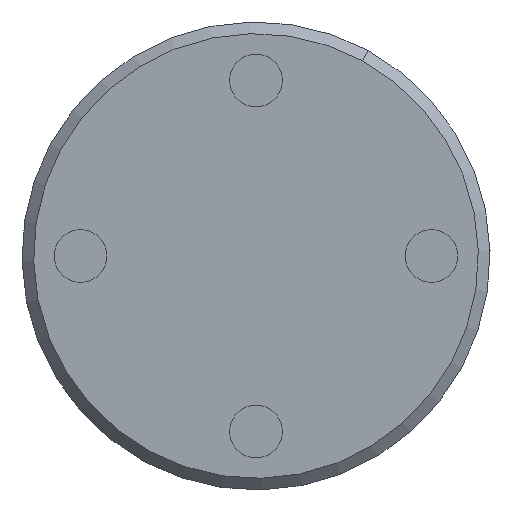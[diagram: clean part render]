
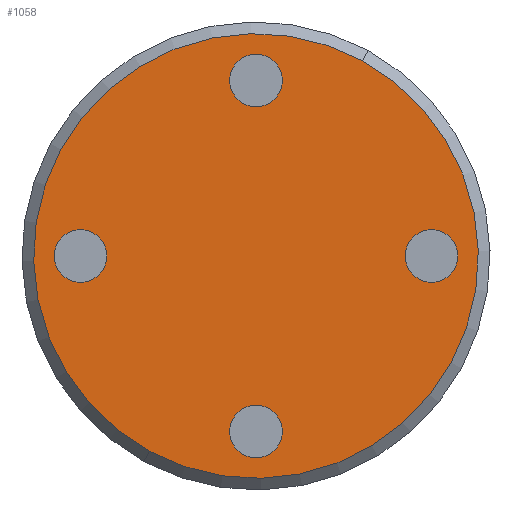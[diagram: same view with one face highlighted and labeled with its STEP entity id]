
A CAD part, left-side view. The second image highlights one B-rep face of the part: STEP entity #1058.
In plain terms, the highlighted planar face has unit normal (-1, 0, 0).
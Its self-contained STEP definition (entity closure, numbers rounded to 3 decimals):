
#60=CARTESIAN_POINT('Vertex',(0.,-4.5,30.)) ;
#65=CARTESIAN_POINT('Axis2P3D Location',(0.,0.,30.)) ;
#69=CARTESIAN_POINT('Vertex',(0.,4.5,30.)) ;
#244=CARTESIAN_POINT('Axis2P3D Location',(0.,0.,30.)) ;
#861=CARTESIAN_POINT('Vertex',(0.,-30.,-4.5)) ;
#864=CARTESIAN_POINT('Axis2P3D Location',(0.,-30.,0.)) ;
#868=CARTESIAN_POINT('Vertex',(0.,-30.,4.5)) ;
#883=CARTESIAN_POINT('Axis2P3D Location',(0.,-30.,0.)) ;
#904=CARTESIAN_POINT('Vertex',(0.,4.5,-30.)) ;
#907=CARTESIAN_POINT('Axis2P3D Location',(0.,0.,-30.)) ;
#911=CARTESIAN_POINT('Vertex',(0.,-4.5,-30.)) ;
#926=CARTESIAN_POINT('Axis2P3D Location',(0.,0.,-30.)) ;
#947=CARTESIAN_POINT('Vertex',(0.,30.,4.5)) ;
#950=CARTESIAN_POINT('Axis2P3D Location',(0.,30.,0.)) ;
#954=CARTESIAN_POINT('Vertex',(0.,30.,-4.5)) ;
#969=CARTESIAN_POINT('Axis2P3D Location',(0.,30.,0.)) ;
#1019=CARTESIAN_POINT('Axis2P3D Location',(0.,0.,0.)) ;
#1024=CARTESIAN_POINT('Axis2P3D Location',(0.,0.,0.)) ;
#1028=CARTESIAN_POINT('Vertex',(0.,-18.218,33.348)) ;
#1030=CARTESIAN_POINT('Vertex',(0.,18.218,-33.348)) ;
#1033=CARTESIAN_POINT('Axis2P3D Location',(0.,0.,0.)) ;
#66=DIRECTION('Axis2P3D Direction',(-1.,0.,-0.)) ;
#245=DIRECTION('Axis2P3D Direction',(-1.,0.,-0.)) ;
#865=DIRECTION('Axis2P3D Direction',(-1.,0.,0.)) ;
#884=DIRECTION('Axis2P3D Direction',(-1.,0.,0.)) ;
#908=DIRECTION('Axis2P3D Direction',(-1.,0.,0.)) ;
#927=DIRECTION('Axis2P3D Direction',(-1.,0.,0.)) ;
#951=DIRECTION('Axis2P3D Direction',(-1.,-0.,0.)) ;
#970=DIRECTION('Axis2P3D Direction',(-1.,-0.,0.)) ;
#1020=DIRECTION('Axis2P3D Direction',(1.,0.,0.)) ;
#1021=DIRECTION('Axis2P3D XDirection',(0.,1.,0.)) ;
#1025=DIRECTION('Axis2P3D Direction',(1.,0.,0.)) ;
#1034=DIRECTION('Axis2P3D Direction',(1.,0.,0.)) ;
#67=AXIS2_PLACEMENT_3D('Circle Axis2P3D',#65,#66,$) ;
#246=AXIS2_PLACEMENT_3D('Circle Axis2P3D',#244,#245,$) ;
#866=AXIS2_PLACEMENT_3D('Circle Axis2P3D',#864,#865,$) ;
#885=AXIS2_PLACEMENT_3D('Circle Axis2P3D',#883,#884,$) ;
#909=AXIS2_PLACEMENT_3D('Circle Axis2P3D',#907,#908,$) ;
#928=AXIS2_PLACEMENT_3D('Circle Axis2P3D',#926,#927,$) ;
#952=AXIS2_PLACEMENT_3D('Circle Axis2P3D',#950,#951,$) ;
#971=AXIS2_PLACEMENT_3D('Circle Axis2P3D',#969,#970,$) ;
#1022=AXIS2_PLACEMENT_3D('Plane Axis2P3D',#1019,#1020,#1021) ;
#1026=AXIS2_PLACEMENT_3D('Circle Axis2P3D',#1024,#1025,$) ;
#1035=AXIS2_PLACEMENT_3D('Circle Axis2P3D',#1033,#1034,$) ;
#1039=ORIENTED_EDGE('',*,*,#1032,.F.) ;
#1040=ORIENTED_EDGE('',*,*,#1037,.F.) ;
#1043=ORIENTED_EDGE('',*,*,#71,.T.) ;
#1044=ORIENTED_EDGE('',*,*,#248,.T.) ;
#1047=ORIENTED_EDGE('',*,*,#887,.T.) ;
#1048=ORIENTED_EDGE('',*,*,#870,.T.) ;
#1051=ORIENTED_EDGE('',*,*,#930,.T.) ;
#1052=ORIENTED_EDGE('',*,*,#913,.T.) ;
#1055=ORIENTED_EDGE('',*,*,#973,.T.) ;
#1056=ORIENTED_EDGE('',*,*,#956,.T.) ;
#1045=FACE_BOUND('',#1042,.T.) ;
#1049=FACE_BOUND('',#1046,.T.) ;
#1053=FACE_BOUND('',#1050,.T.) ;
#1057=FACE_BOUND('',#1054,.T.) ;
#1058=ADVANCED_FACE('PartBody',(#1041,#1045,#1049,#1053,#1057),#1023,.F.) ;
#68=CIRCLE('generated circle',#67,4.5) ;
#247=CIRCLE('generated circle',#246,4.5) ;
#867=CIRCLE('generated circle',#866,4.5) ;
#886=CIRCLE('generated circle',#885,4.5) ;
#910=CIRCLE('generated circle',#909,4.5) ;
#929=CIRCLE('generated circle',#928,4.5) ;
#953=CIRCLE('generated circle',#952,4.5) ;
#972=CIRCLE('generated circle',#971,4.5) ;
#1027=CIRCLE('generated circle',#1026,38.) ;
#1036=CIRCLE('generated circle',#1035,38.) ;
#71=EDGE_CURVE('',#70,#61,#68,.F.) ;
#248=EDGE_CURVE('',#61,#70,#247,.F.) ;
#870=EDGE_CURVE('',#869,#862,#867,.F.) ;
#887=EDGE_CURVE('',#862,#869,#886,.F.) ;
#913=EDGE_CURVE('',#912,#905,#910,.F.) ;
#930=EDGE_CURVE('',#905,#912,#929,.F.) ;
#956=EDGE_CURVE('',#955,#948,#953,.F.) ;
#973=EDGE_CURVE('',#948,#955,#972,.F.) ;
#1032=EDGE_CURVE('',#1029,#1031,#1027,.T.) ;
#1037=EDGE_CURVE('',#1031,#1029,#1036,.T.) ;
#1038=EDGE_LOOP('',(#1039,#1040)) ;
#1042=EDGE_LOOP('',(#1043,#1044)) ;
#1046=EDGE_LOOP('',(#1047,#1048)) ;
#1050=EDGE_LOOP('',(#1051,#1052)) ;
#1054=EDGE_LOOP('',(#1055,#1056)) ;
#1041=FACE_OUTER_BOUND('',#1038,.T.) ;
#1023=PLANE('',#1022) ;
#61=VERTEX_POINT('',#60) ;
#70=VERTEX_POINT('',#69) ;
#862=VERTEX_POINT('',#861) ;
#869=VERTEX_POINT('',#868) ;
#905=VERTEX_POINT('',#904) ;
#912=VERTEX_POINT('',#911) ;
#948=VERTEX_POINT('',#947) ;
#955=VERTEX_POINT('',#954) ;
#1029=VERTEX_POINT('',#1028) ;
#1031=VERTEX_POINT('',#1030) ;
